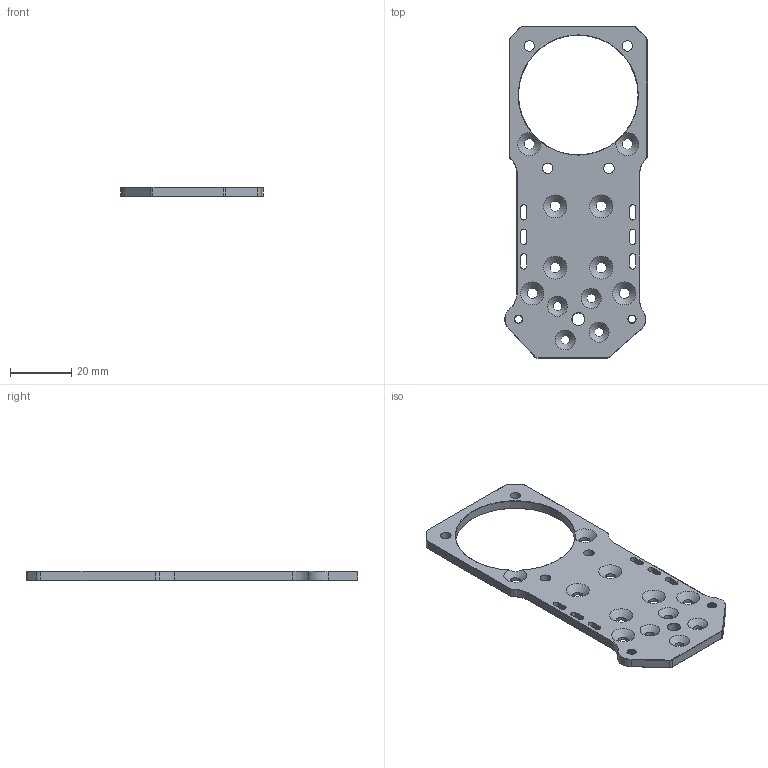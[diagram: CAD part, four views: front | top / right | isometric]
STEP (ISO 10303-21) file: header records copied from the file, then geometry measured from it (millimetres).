
FILE_DESCRIPTION(/* description */ ('','CAx-IF Rec.Pracs.---Representation and Presentation of Product Manufacturing Information (PMI)---4.0---2014-10-13'),/* implementation_level */ '2;1');
FILE_NAME(/* name */ 'Toolhead_Plate.step',/* time_stamp */ '2025-01-06T20:03:57-08:00',/* author */ (''),/* organization */ (''),/* preprocessor_version */ 'ST-DEVELOPER v20',/* originating_system */ 'Autodesk Translation Framework v13.20.0.188',/* authorisation */ '');
FILE_SCHEMA (('AP242_MANAGED_MODEL_BASED_3D_ENGINEERING_MIM_LF { 1 0 10303 442 1 1 4 }'));
Length unit declared in the file: millimetre
Products named in the file (1): Toolhead_Plate
Bounding box: 46.49 x 108.25 x 3 mm (x, y, z)
Volume: 8974.5 mm3; surface area: 8160.9 mm2
Topology: 1 solids, 1 shells, 171 faces, 442 edges, 271 vertices
Faces by surface type: cylinder 70, cone 49, plane 48, bspline 4
Full cylindrical faces by diameter (mm): 2.529 x4, 2.9 x4, 3.086 x2, 3.4 x12, 4.1 x1, 39 x1
Entity records: 7151 total; most frequent: CARTESIAN_POINT 2871, ORIENTED_EDGE 884, DIRECTION 869, EDGE_CURVE 442, AXIS2_PLACEMENT_3D 325, VERTEX_POINT 271, EDGE_LOOP 221, LINE 219
